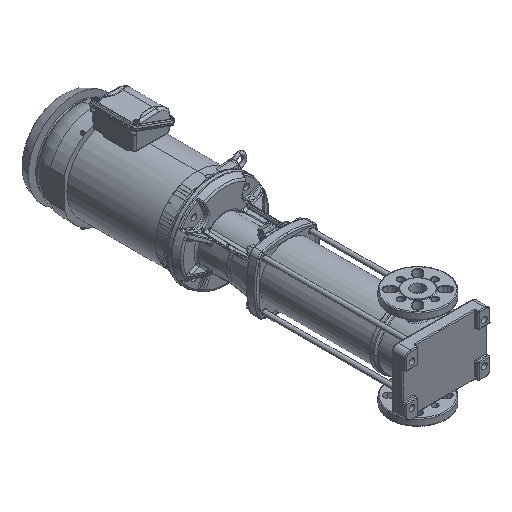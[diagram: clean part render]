
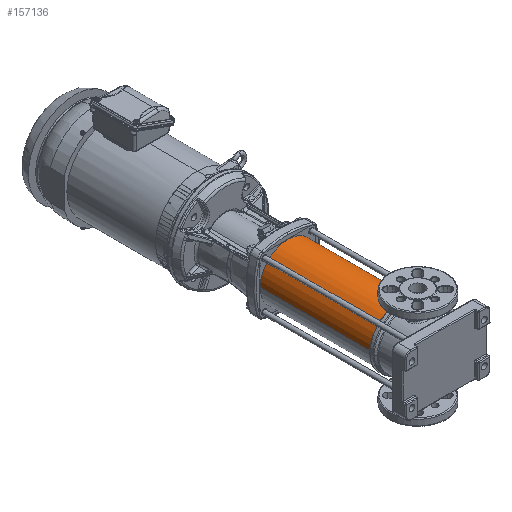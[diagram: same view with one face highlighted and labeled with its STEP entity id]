
A CAD part, isometric view. The second image highlights one B-rep face of the part: STEP entity #157136.
In plain terms, the highlighted cylindrical face has radius 68.75 mm (diameter 137.5 mm), a partial arc.
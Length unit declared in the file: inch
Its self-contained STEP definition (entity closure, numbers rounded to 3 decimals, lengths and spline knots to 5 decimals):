
#7159 = DIRECTION ( 'NONE',  ( 0., 1., 0. ) ) ;
#15538 = DIRECTION ( 'NONE',  ( 0., 1., 0. ) ) ;
#18258 = CARTESIAN_POINT ( 'NONE',  ( 0., 1.54331, 0. ) ) ;
#25889 = AXIS2_PLACEMENT_3D ( 'NONE', #18258, #7159, #175618 ) ;
#26374 = DIRECTION ( 'NONE',  ( 0., 1., 0. ) ) ;
#28108 = EDGE_CURVE ( 'NONE', #46415, #53726, #136078, .T. ) ;
#37809 = CARTESIAN_POINT ( 'NONE',  ( 0., 12.69685, 2.70669 ) ) ;
#37883 = ORIENTED_EDGE ( 'NONE', *, *, #132930, .F. ) ;
#39680 = EDGE_CURVE ( 'NONE', #46415, #66168, #155500, .T. ) ;
#41972 = LINE ( 'NONE', #110978, #119921 ) ;
#46415 = VERTEX_POINT ( 'NONE', #174493 ) ;
#53726 = VERTEX_POINT ( 'NONE', #109905 ) ;
#66168 = VERTEX_POINT ( 'NONE', #87168 ) ;
#69645 = VERTEX_POINT ( 'NONE', #37809 ) ;
#70331 = AXIS2_PLACEMENT_3D ( 'NONE', #141574, #15538, #96527 ) ;
#70426 = DIRECTION ( 'NONE',  ( 0., 1., 0. ) ) ;
#87168 = CARTESIAN_POINT ( 'NONE',  ( 0., 1.85827, 2.70669 ) ) ;
#91657 = AXIS2_PLACEMENT_3D ( 'NONE', #103062, #147226, #145395 ) ;
#96527 = DIRECTION ( 'NONE',  ( 0., 0., 1. ) ) ;
#103062 = CARTESIAN_POINT ( 'NONE',  ( 0., 12.69685, 0. ) ) ;
#109493 = EDGE_LOOP ( 'NONE', ( #127550, #168028, #172627, #37883 ) ) ;
#109905 = CARTESIAN_POINT ( 'NONE',  ( 0., 12.69685, -2.70669 ) ) ;
#110978 = CARTESIAN_POINT ( 'NONE',  ( 0., 1.54331, 2.70669 ) ) ;
#119921 = VECTOR ( 'NONE', #26374, 39.37008 ) ;
#122256 = CARTESIAN_POINT ( 'NONE',  ( 0., 1.54331, -2.70669 ) ) ;
#127550 = ORIENTED_EDGE ( 'NONE', *, *, #28108, .F. ) ;
#132930 = EDGE_CURVE ( 'NONE', #53726, #69645, #150482, .T. ) ;
#136078 = LINE ( 'NONE', #122256, #142126 ) ;
#141574 = CARTESIAN_POINT ( 'NONE',  ( 0., 1.85827, 0. ) ) ;
#142126 = VECTOR ( 'NONE', #70426, 39.37008 ) ;
#145395 = DIRECTION ( 'NONE',  ( 0., 0., -1. ) ) ;
#147226 = DIRECTION ( 'NONE',  ( 0., 1., 0. ) ) ;
#150482 = CIRCLE ( 'NONE', #91657, 2.70669 ) ;
#155500 = CIRCLE ( 'NONE', #70331, 2.70669 ) ;
#157136 = ADVANCED_FACE ( 'NONE', ( #172886 ), #159041, .T. ) ;
#157447 = EDGE_CURVE ( 'NONE', #66168, #69645, #41972, .T. ) ;
#159041 = CYLINDRICAL_SURFACE ( 'NONE', #25889, 2.70669 ) ;
#168028 = ORIENTED_EDGE ( 'NONE', *, *, #39680, .T. ) ;
#172627 = ORIENTED_EDGE ( 'NONE', *, *, #157447, .T. ) ;
#172886 = FACE_OUTER_BOUND ( 'NONE', #109493, .T. ) ;
#174493 = CARTESIAN_POINT ( 'NONE',  ( 0., 1.85827, -2.70669 ) ) ;
#175618 = DIRECTION ( 'NONE',  ( 0., 0., 1. ) ) ;
